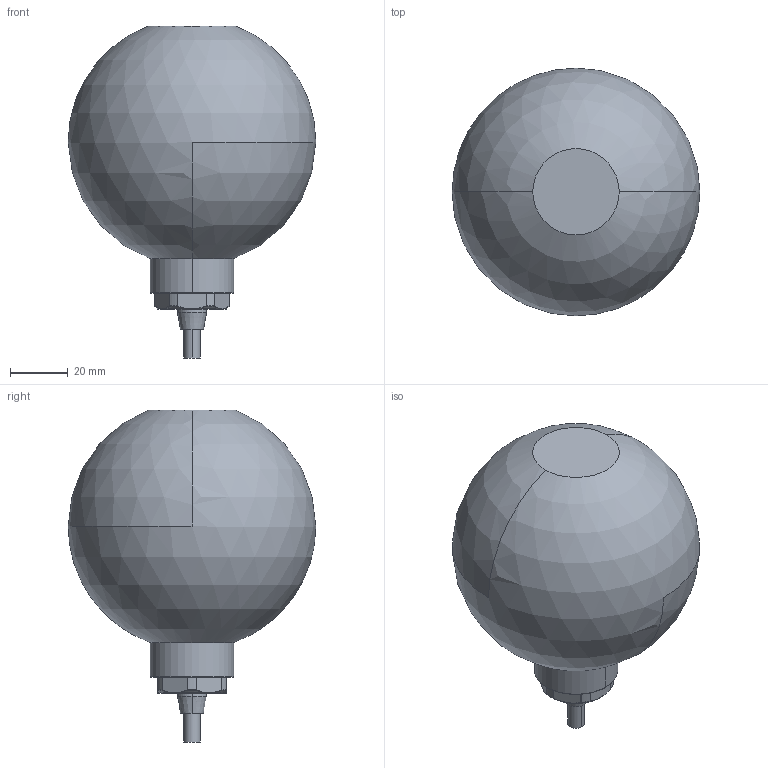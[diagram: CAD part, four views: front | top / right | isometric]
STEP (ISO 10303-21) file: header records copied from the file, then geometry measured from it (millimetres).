
FILE_DESCRIPTION((''),'2;1');
FILE_NAME('CAD-6948_SW0001','2020-07-06T08:11:41',('creinig-se'),(''),'CREO PARAMETRIC BY PTC INC, 2019292','CREO PARAMETRIC BY PTC INC, 2019292','');
FILE_SCHEMA(('CONFIG_CONTROL_DESIGN','SHAPE_APPEARANCE_LAYERS_GROUPS'));
Length unit declared in the file: millimetre
Products named in the file (1): CAD-6948_SW0001
Bounding box: 86 x 86 x 115.3 mm (x, y, z)
Volume: 342347.7 mm3; surface area: 25330.8 mm2
Topology: 2 solids, 2 shells, 234 faces, 583 edges, 372 vertices
Faces by surface type: plane 133, cylinder 39, bspline 24, torus 14, sphere 14, cone 10
Entity records: 9367 total; most frequent: CARTESIAN_POINT 2164, ORIENTED_EDGE 1160, DIRECTION 1087, EDGE_CURVE 580, VECTOR 385, LINE 385, VERTEX_POINT 366, AXIS2_PLACEMENT_3D 351
